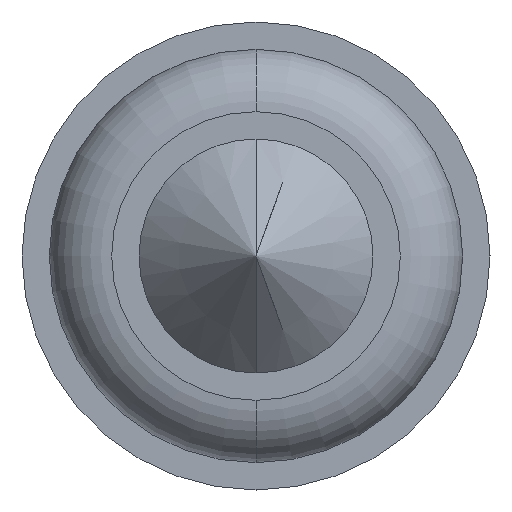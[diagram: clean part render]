
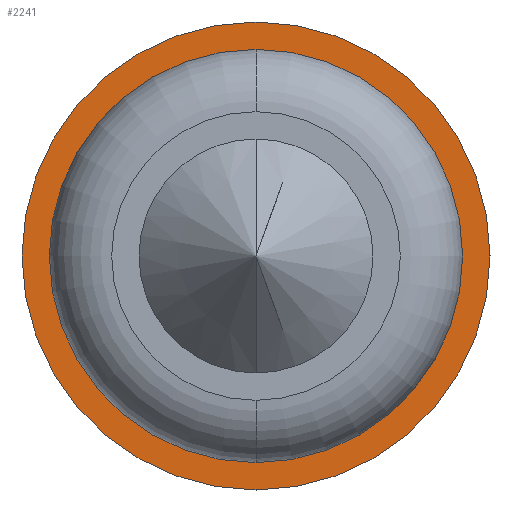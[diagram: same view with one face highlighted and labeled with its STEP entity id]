
A CAD part, front view. The second image highlights one B-rep face of the part: STEP entity #2241.
In plain terms, the highlighted planar face has unit normal (0, -1, 0).
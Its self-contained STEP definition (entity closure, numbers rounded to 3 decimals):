
#204 = EDGE_CURVE ( 'Defeature ausgef�hrt1_4+Defeature ausgef�hrt1_3+Defeature ausgef�hrt1_3+Defeature ausgef�hrt1_3', #1616, #446, #399, .T. ) ;
#268 = DIRECTION ( 'NONE',  ( 0., 1., 0. ) ) ;
#399 = CIRCLE ( 'NONE', #1972, 1.5 ) ;
#411 = EDGE_CURVE ( 'Defeature ausgef�hrt1_4+Defeature ausgef�hrt1_3+Defeature ausgef�hrt1_3+Defeature ausgef�hrt1_3', #446, #1616, #1100, .T. ) ;
#446 = VERTEX_POINT ( 'NONE', #2252 ) ;
#574 = CARTESIAN_POINT ( 'NONE',  ( -1.5, -2., 0. ) ) ;
#592 = DIRECTION ( 'NONE',  ( 0., -1., 0. ) ) ;
#745 = CARTESIAN_POINT ( 'NONE',  ( 0., -2., 1.325 ) ) ;
#800 = EDGE_CURVE ( 'Defeature ausgef�hrt1_3+Defeature ausgef�hrt1_2+Defeature ausgef�hrt1_2+Defeature ausgef�hrt1_2', #2531, #932, #1355, .T. ) ;
#864 = DIRECTION ( 'NONE',  ( 0., 1., 0. ) ) ;
#920 = AXIS2_PLACEMENT_3D ( 'NONE', #1587, #1298, #2216 ) ;
#932 = VERTEX_POINT ( 'NONE', #745 ) ;
#1100 = CIRCLE ( 'NONE', #920, 1.5 ) ;
#1298 = DIRECTION ( 'NONE',  ( 0., 1., 0. ) ) ;
#1355 = CIRCLE ( 'NONE', #3342, 1.325 ) ;
#1358 = ORIENTED_EDGE ( 'NONE', *, *, #204, .F. ) ;
#1395 = CARTESIAN_POINT ( 'NONE',  ( 0., -2., 1.5 ) ) ;
#1541 = CARTESIAN_POINT ( 'NONE',  ( 0., -2., 0. ) ) ;
#1587 = CARTESIAN_POINT ( 'NONE',  ( 0., -2., 0. ) ) ;
#1616 = VERTEX_POINT ( 'NONE', #1395 ) ;
#1638 = CARTESIAN_POINT ( 'NONE',  ( 0., -2., 0. ) ) ;
#1649 = DIRECTION ( 'NONE',  ( 0., 1., 0. ) ) ;
#1755 = CIRCLE ( 'NONE', #1873, 1.325 ) ;
#1873 = AXIS2_PLACEMENT_3D ( 'NONE', #2682, #268, #3655 ) ;
#1927 = DIRECTION ( 'NONE',  ( 0., 0., 1. ) ) ;
#1972 = AXIS2_PLACEMENT_3D ( 'NONE', #1541, #864, #3048 ) ;
#1996 = AXIS2_PLACEMENT_3D ( 'NONE', #574, #592, #3083 ) ;
#2124 = PLANE ( 'NONE',  #1996 ) ;
#2216 = DIRECTION ( 'NONE',  ( 0., 0., 1. ) ) ;
#2219 = FACE_BOUND ( 'NONE', #3985, .T. ) ;
#2241 = ADVANCED_FACE ( 'Defeature ausgef�hrt1_3', ( #2219, #3290 ), #2124, .T. ) ;
#2252 = CARTESIAN_POINT ( 'NONE',  ( 0., -2., -1.5 ) ) ;
#2392 = ORIENTED_EDGE ( 'NONE', *, *, #800, .T. ) ;
#2438 = ORIENTED_EDGE ( 'NONE', *, *, #2491, .T. ) ;
#2491 = EDGE_CURVE ( 'Defeature ausgef�hrt1_3+Defeature ausgef�hrt1_2+Defeature ausgef�hrt1_2+Defeature ausgef�hrt1_2', #932, #2531, #1755, .T. ) ;
#2531 = VERTEX_POINT ( 'NONE', #3042 ) ;
#2682 = CARTESIAN_POINT ( 'NONE',  ( 0., -2., 0. ) ) ;
#3030 = ORIENTED_EDGE ( 'NONE', *, *, #411, .F. ) ;
#3042 = CARTESIAN_POINT ( 'NONE',  ( 0., -2., -1.325 ) ) ;
#3048 = DIRECTION ( 'NONE',  ( 0., 0., 1. ) ) ;
#3083 = DIRECTION ( 'NONE',  ( 0., 0., -1. ) ) ;
#3290 = FACE_OUTER_BOUND ( 'NONE', #3753, .T. ) ;
#3342 = AXIS2_PLACEMENT_3D ( 'NONE', #1638, #1649, #1927 ) ;
#3655 = DIRECTION ( 'NONE',  ( 0., 0., 1. ) ) ;
#3753 = EDGE_LOOP ( 'NONE', ( #1358, #3030 ) ) ;
#3985 = EDGE_LOOP ( 'NONE', ( #2438, #2392 ) ) ;
